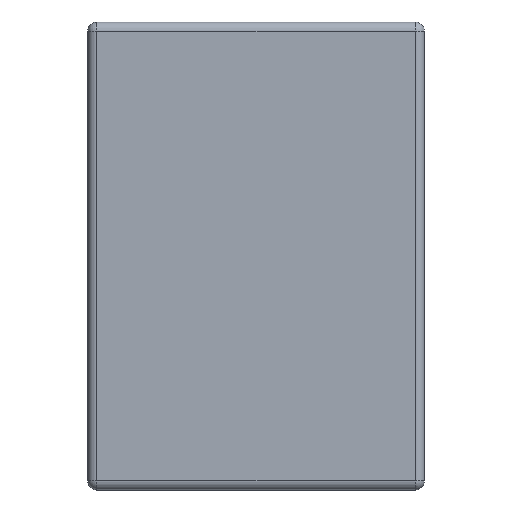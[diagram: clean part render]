
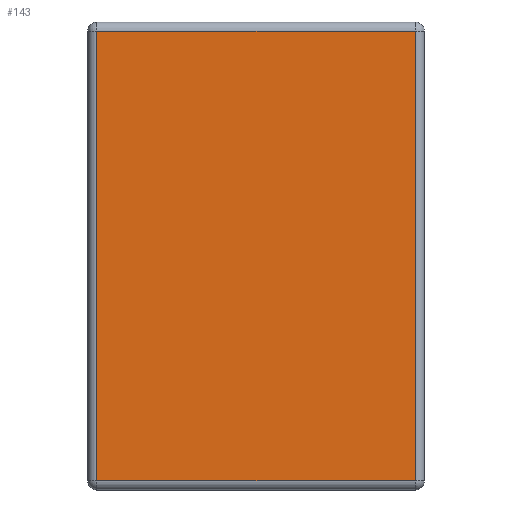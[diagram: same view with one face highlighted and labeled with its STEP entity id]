
A CAD part, left-side view. The second image highlights one B-rep face of the part: STEP entity #143.
In plain terms, the highlighted planar face has unit normal (-1, 0, 0).
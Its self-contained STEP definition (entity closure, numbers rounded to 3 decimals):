
#9 = CARTESIAN_POINT ( 'NONE',  ( -1.6, 1.75, 1.25 ) ) ;
#48 = EDGE_CURVE ( 'NONE', #927, #1764, #631, .T. ) ;
#143 = ADVANCED_FACE ( 'NONE', ( #562 ), #1431, .F. ) ;
#241 = CARTESIAN_POINT ( 'NONE',  ( -1.6, 1.8, 1.25 ) ) ;
#254 = LINE ( 'NONE', #9, #255 ) ;
#255 = VECTOR ( 'NONE', #751, 1000. ) ;
#283 = EDGE_CURVE ( 'NONE', #1764, #1095, #359, .T. ) ;
#305 = DIRECTION ( 'NONE',  ( 0., 0., 1. ) ) ;
#316 = EDGE_CURVE ( 'NONE', #1161, #927, #254, .T. ) ;
#328 = CARTESIAN_POINT ( 'NONE',  ( -1.6, 1.75, 1.2 ) ) ;
#338 = VECTOR ( 'NONE', #305, 1000. ) ;
#346 = LINE ( 'NONE', #414, #496 ) ;
#359 = LINE ( 'NONE', #568, #338 ) ;
#406 = DIRECTION ( 'NONE',  ( 0., 1., 0. ) ) ;
#414 = CARTESIAN_POINT ( 'NONE',  ( -1.6, 1.8, 1.2 ) ) ;
#496 = VECTOR ( 'NONE', #406, 1000. ) ;
#562 = FACE_OUTER_BOUND ( 'NONE', #1642, .T. ) ;
#568 = CARTESIAN_POINT ( 'NONE',  ( -1.6, 0.05, 1.25 ) ) ;
#620 = EDGE_CURVE ( 'NONE', #1095, #1161, #346, .T. ) ;
#631 = LINE ( 'NONE', #636, #635 ) ;
#635 = VECTOR ( 'NONE', #737, 1000. ) ;
#636 = CARTESIAN_POINT ( 'NONE',  ( -1.6, 1.8, -1.2 ) ) ;
#737 = DIRECTION ( 'NONE',  ( 0., -1., 0. ) ) ;
#751 = DIRECTION ( 'NONE',  ( 0., 0., -1. ) ) ;
#927 = VERTEX_POINT ( 'NONE', #1532 ) ;
#972 = DIRECTION ( 'NONE',  ( 0., 0., -1. ) ) ;
#999 = CARTESIAN_POINT ( 'NONE',  ( -1.6, 0.05, 1.2 ) ) ;
#1039 = ORIENTED_EDGE ( 'NONE', *, *, #48, .T. ) ;
#1095 = VERTEX_POINT ( 'NONE', #999 ) ;
#1161 = VERTEX_POINT ( 'NONE', #328 ) ;
#1280 = DIRECTION ( 'NONE',  ( 1., 0., 0. ) ) ;
#1430 = ORIENTED_EDGE ( 'NONE', *, *, #620, .T. ) ;
#1431 = PLANE ( 'NONE',  #1506 ) ;
#1506 = AXIS2_PLACEMENT_3D ( 'NONE', #241, #1280, #972 ) ;
#1532 = CARTESIAN_POINT ( 'NONE',  ( -1.6, 1.75, -1.2 ) ) ;
#1565 = CARTESIAN_POINT ( 'NONE',  ( -1.6, 0.05, -1.2 ) ) ;
#1595 = ORIENTED_EDGE ( 'NONE', *, *, #316, .T. ) ;
#1642 = EDGE_LOOP ( 'NONE', ( #1595, #1039, #1703, #1430 ) ) ;
#1703 = ORIENTED_EDGE ( 'NONE', *, *, #283, .T. ) ;
#1764 = VERTEX_POINT ( 'NONE', #1565 ) ;
